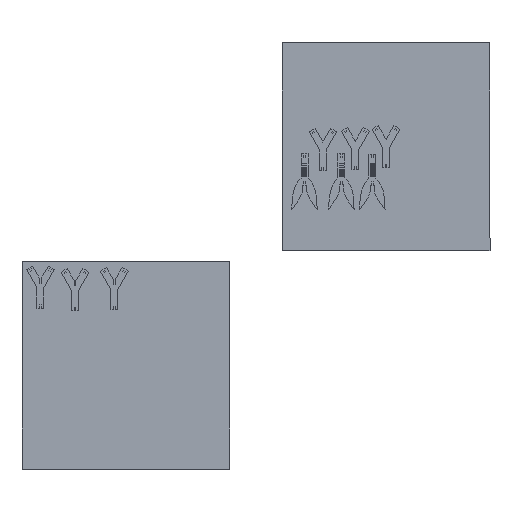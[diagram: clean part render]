
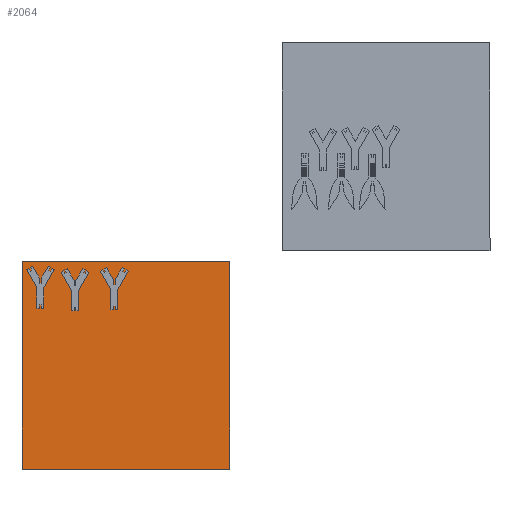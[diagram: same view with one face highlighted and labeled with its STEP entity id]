
A CAD part, top view. The second image highlights one B-rep face of the part: STEP entity #2064.
In plain terms, the highlighted planar face has unit normal (0, 0, 1).
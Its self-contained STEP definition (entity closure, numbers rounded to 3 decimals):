
#114=FACE_OUTER_BOUND('',#221,.T.);
#221=EDGE_LOOP('',(#1482,#1483,#1484,#1485));
#368=LINE('',#2989,#651);
#369=LINE('',#2991,#652);
#370=LINE('',#2993,#653);
#371=LINE('',#2994,#654);
#651=VECTOR('',#2447,10.);
#652=VECTOR('',#2448,10.);
#653=VECTOR('',#2449,10.);
#654=VECTOR('',#2450,10.);
#913=VERTEX_POINT('',#2987);
#914=VERTEX_POINT('',#2988);
#915=VERTEX_POINT('',#2990);
#916=VERTEX_POINT('',#2992);
#1128=EDGE_CURVE('',#913,#914,#368,.T.);
#1129=EDGE_CURVE('',#914,#915,#369,.T.);
#1130=EDGE_CURVE('',#915,#916,#370,.T.);
#1131=EDGE_CURVE('',#916,#913,#371,.T.);
#1482=ORIENTED_EDGE('',*,*,#1128,.T.);
#1483=ORIENTED_EDGE('',*,*,#1129,.T.);
#1484=ORIENTED_EDGE('',*,*,#1130,.T.);
#1485=ORIENTED_EDGE('',*,*,#1131,.T.);
#1961=PLANE('',#2235);
#2064=ADVANCED_FACE('',(#114),#1961,.T.);
#2235=AXIS2_PLACEMENT_3D('',#2986,#2445,#2446);
#2445=DIRECTION('center_axis',(0.,0.,1.));
#2446=DIRECTION('ref_axis',(0.,-1.,0.));
#2447=DIRECTION('',(1.,0.,0.));
#2448=DIRECTION('',(0.,1.,0.));
#2449=DIRECTION('',(-1.,0.,0.));
#2450=DIRECTION('',(0.,-1.,0.));
#2986=CARTESIAN_POINT('Origin',(-459.046,-241.173,25.));
#2987=CARTESIAN_POINT('',(-609.046,-391.173,25.));
#2988=CARTESIAN_POINT('',(-309.046,-391.173,25.));
#2989=CARTESIAN_POINT('',(-459.046,-391.173,25.));
#2990=CARTESIAN_POINT('',(-309.046,-91.173,25.));
#2991=CARTESIAN_POINT('',(-309.046,-241.173,25.));
#2992=CARTESIAN_POINT('',(-609.046,-91.173,25.));
#2993=CARTESIAN_POINT('',(-459.046,-91.173,25.));
#2994=CARTESIAN_POINT('',(-609.046,-241.173,25.));
